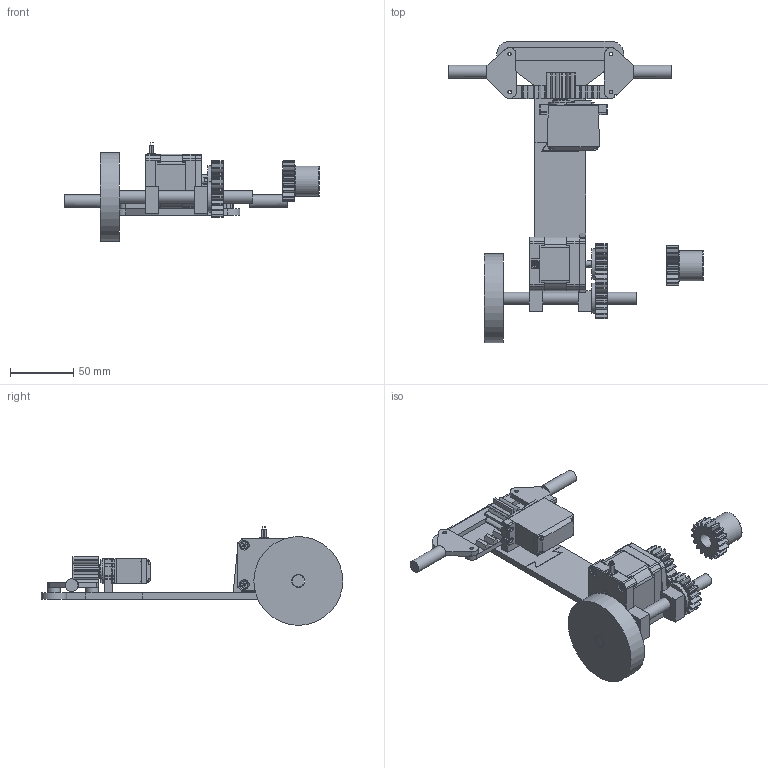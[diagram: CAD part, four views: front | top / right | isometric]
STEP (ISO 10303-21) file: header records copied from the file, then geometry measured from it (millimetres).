
FILE_DESCRIPTION(/* description */ (''),/* implementation_level */ '2;1');
FILE_NAME(/* name */ 'car v2.step',/* time_stamp */ '2025-07-14T04:34:50-07:00',/* author */ (''),/* organization */ (''),/* preprocessor_version */ 'ST-DEVELOPER v20.1',/* originating_system */ 'Autodesk Translation Framework v14.10.0.0',/* authorisation */ '');
FILE_SCHEMA (('AUTOMOTIVE_DESIGN { 1 0 10303 214 3 1 1 }'));
Products named in the file (4): car; MG996R_servo; 17HM15-0904S; 2662N22_20 Degree Pressure Angle Plastic Gear
Assembly tree (3 placements, depth 2):
  car
    MG996R_servo
    17HM15-0904S
    2662N22_20 Degree Pressure Angle Plastic Gear
Bounding box: 200.3 x 237.57 x 77.83 mm (x, y, z)
Volume: 256106.2 mm3; surface area: 104257.8 mm2
Topology: 25 solids, 25 shells, 1358 faces, 3676 edges, 2400 vertices
Faces by surface type: cylinder 642, plane 481, torus 146, cone 55, bspline 34
Full cylindrical faces by diameter (mm): 0.559 x4, 1.615 x4, 2.4 x4, 2.5 x44, 2.529 x5, 2.771 x31, 2.93 x4, 3 x4, 3.1 x4, 5 x3, 5.5 x4, 6 x2, 7.3 x1, 8.3 x4, 9 x1, 9.6 x1, 10 x5, 10.3 x1, 10.8 x1, 11.906 x1, 12.7 x4, 13.2 x1, 16 x4, 22 x1, 23 x1, 23.851 x3, 31 x1, 33 x2, 70 x1
Entity records: 51324 total; most frequent: CARTESIAN_POINT 16268, DIRECTION 7383, ORIENTED_EDGE 7336, EDGE_CURVE 3668, AXIS2_PLACEMENT_3D 2830, VERTEX_POINT 2400, LINE 1723, VECTOR 1723
